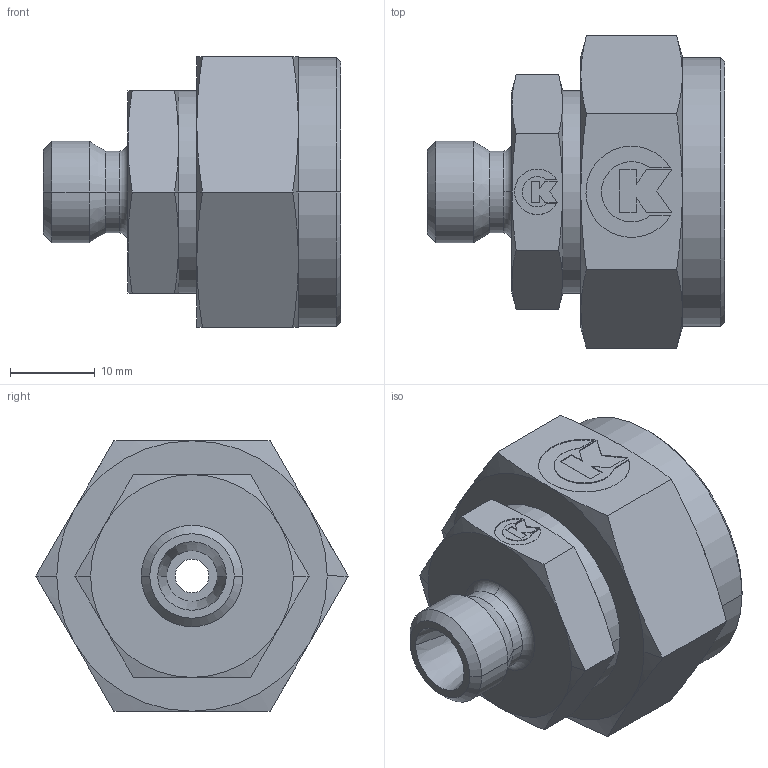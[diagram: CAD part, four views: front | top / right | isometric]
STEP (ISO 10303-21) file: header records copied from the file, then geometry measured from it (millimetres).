
FILE_DESCRIPTION( ( '' ), '1' );
FILE_NAME( '31711806.stp', '2012-08-14T09:33:47', ( '' ), ( '' ), ' ', ' ', ' ' );
FILE_SCHEMA( ( 'CONFIG_CONTROL_DESIGN' ) );
Length unit declared in the file: millimetre
Products named in the file (1): 1
Bounding box: 35.15 x 36.95 x 32 mm (x, y, z)
Volume: 14990.6 mm3; surface area: 6896.6 mm2
Topology: 1 solids, 2 shells, 177 faces, 421 edges, 263 vertices
Faces by surface type: plane 83, cone 54, cylinder 32, torus 8
Entity records: 5076 total; most frequent: CARTESIAN_POINT 958, DIRECTION 872, ORIENTED_EDGE 842, EDGE_CURVE 421, AXIS2_PLACEMENT_3D 321, VERTEX_POINT 263, LINE 230, VECTOR 230
